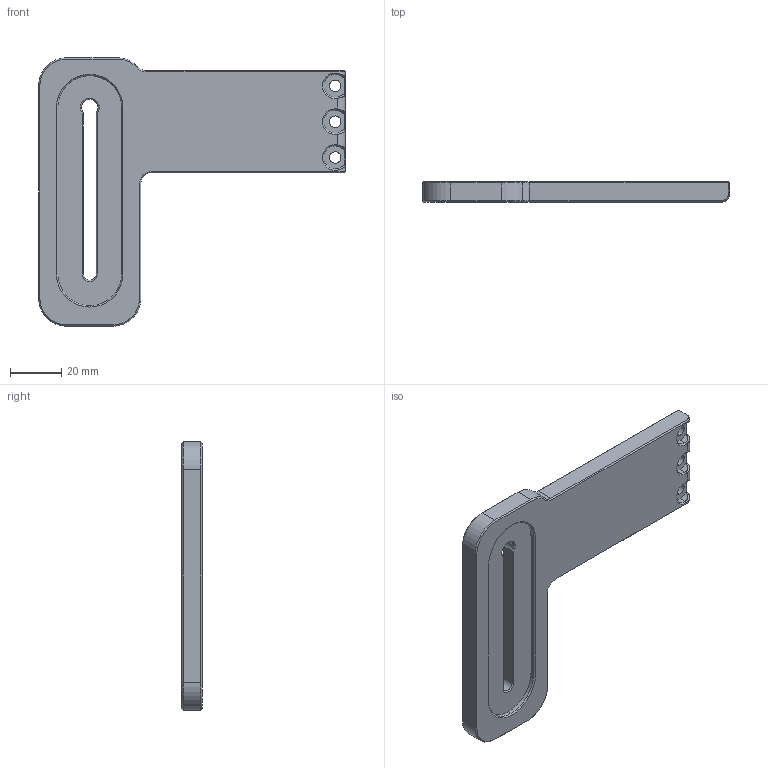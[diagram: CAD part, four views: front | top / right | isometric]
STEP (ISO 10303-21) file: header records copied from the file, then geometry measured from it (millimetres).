
FILE_DESCRIPTION (( 'STEP AP214' ), '1' );
FILE_NAME ('Base.STEP', '2025-01-16T08:54:28', ( '' ), ( '' ), 'SwSTEP 2.0', 'SolidWorks 2020', '' );
FILE_SCHEMA (( 'AUTOMOTIVE_DESIGN' ));
Length unit declared in the file: millimetre
Products named in the file (1): Base
Bounding box: 120 x 8 x 105 mm (x, y, z)
Volume: 47907.2 mm3; surface area: 18761.1 mm2
Topology: 1 solids, 1 shells, 145 faces, 344 edges, 204 vertices
Faces by surface type: plane 62, cone 40, cylinder 37, bspline 6
Entity records: 5667 total; most frequent: CARTESIAN_POINT 2302, DIRECTION 701, ORIENTED_EDGE 688, EDGE_CURVE 344, AXIS2_PLACEMENT_3D 255, VERTEX_POINT 204, LINE 191, VECTOR 191
